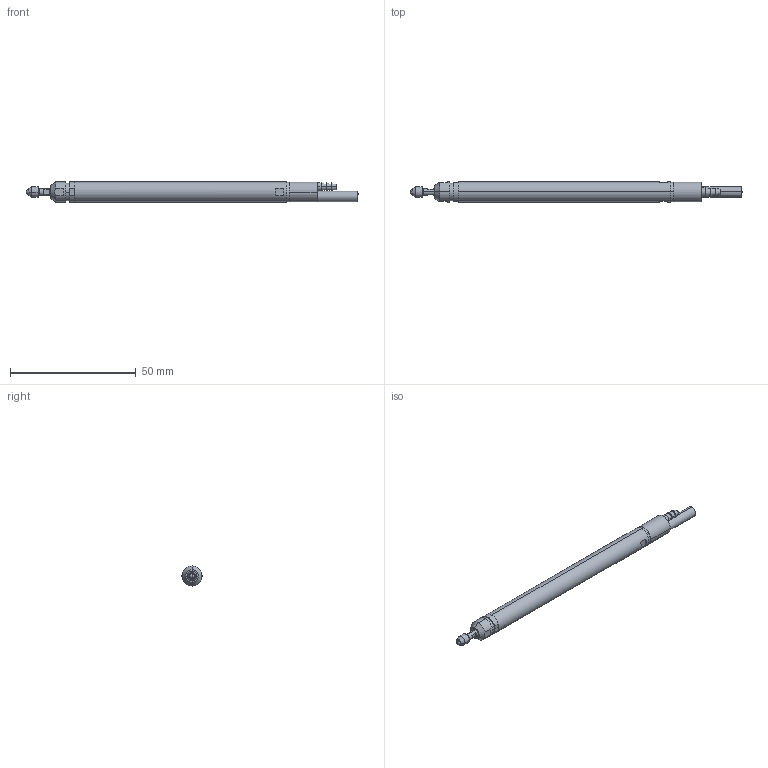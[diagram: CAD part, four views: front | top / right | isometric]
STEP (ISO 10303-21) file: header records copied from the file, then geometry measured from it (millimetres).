
FILE_DESCRIPTION (( 'STEP AP214' ), '1' );
FILE_NAME ('DP-10AL.STEP', '2025-11-07T07:16:31', ( 'User' ), ( 'user' ), 'SwSTEP 2.0', 'SolidWorks 2020', '' );
FILE_SCHEMA (( 'AUTOMOTIVE_DESIGN' ));
Length unit declared in the file: millimetre
Products named in the file (1): DP-10AL
Bounding box: 132 x 8 x 8 mm (x, y, z)
Surface area: 3949.1 mm2 (no closed solid volume)
Topology: 0 solids, 15 shells, 101 faces, 289 edges, 207 vertices
Faces by surface type: cylinder 42, plane 37, cone 14, bspline 4, torus 2, sphere 2
Entity records: 5022 total; most frequent: CARTESIAN_POINT 1246, DIRECTION 585, ORIENTED_EDGE 467, EDGE_CURVE 285, AXIS2_PLACEMENT_3D 236, VERTEX_POINT 205, CIRCLE 138, EDGE_LOOP 127
